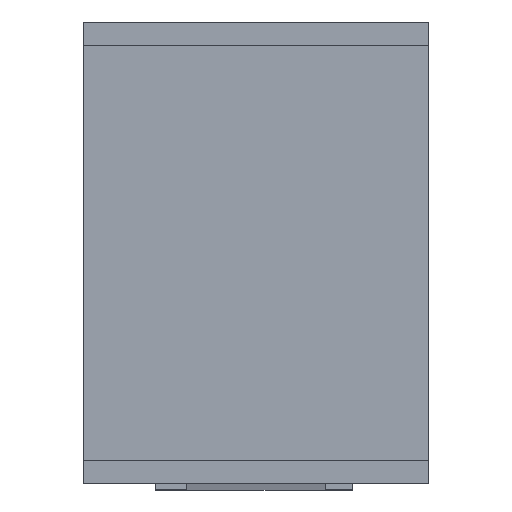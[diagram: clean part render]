
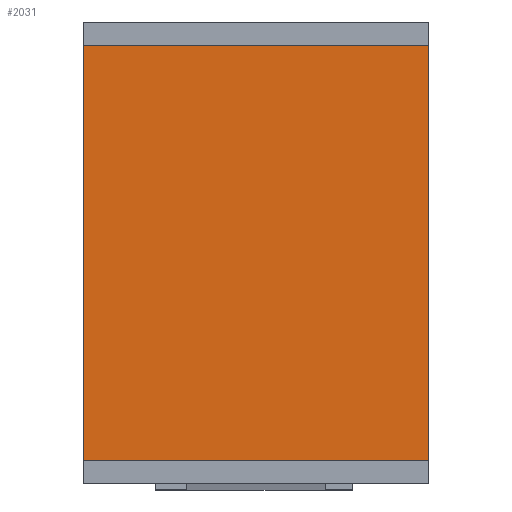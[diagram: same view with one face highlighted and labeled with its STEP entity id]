
A CAD part, top view. The second image highlights one B-rep face of the part: STEP entity #2031.
In plain terms, the highlighted planar face has unit normal (0, 0, 1).
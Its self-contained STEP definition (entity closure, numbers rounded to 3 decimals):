
#364 = EDGE_CURVE ( 'NONE', #2497, #2176, #1290, .T. ) ;
#414 = CARTESIAN_POINT ( 'NONE',  ( -7.5, 9., 154. ) ) ;
#453 = LINE ( 'NONE', #1949, #2981 ) ;
#485 = VECTOR ( 'NONE', #557, 1000. ) ;
#522 = LINE ( 'NONE', #1047, #3042 ) ;
#557 = DIRECTION ( 'NONE',  ( 0., -1., 0. ) ) ;
#647 = AXIS2_PLACEMENT_3D ( 'NONE', #791, #2355, #1050 ) ;
#791 = CARTESIAN_POINT ( 'NONE',  ( 0., 0., 154. ) ) ;
#993 = LINE ( 'NONE', #1499, #2099 ) ;
#998 = EDGE_LOOP ( 'NONE', ( #2764, #2540, #3230, #2936 ) ) ;
#1047 = CARTESIAN_POINT ( 'NONE',  ( 7.5, 9., 154. ) ) ;
#1050 = DIRECTION ( 'NONE',  ( -1., 0., 0. ) ) ;
#1290 = LINE ( 'NONE', #2298, #485 ) ;
#1499 = CARTESIAN_POINT ( 'NONE',  ( 7.5, 9., 154. ) ) ;
#1576 = PLANE ( 'NONE',  #647 ) ;
#1828 = DIRECTION ( 'NONE',  ( 0., 1., 0. ) ) ;
#1949 = CARTESIAN_POINT ( 'NONE',  ( 7.5, -9., 154. ) ) ;
#2031 = ADVANCED_FACE ( 'NONE', ( #2798 ), #1576, .F. ) ;
#2099 = VECTOR ( 'NONE', #1828, 1000. ) ;
#2176 = VERTEX_POINT ( 'NONE', #2853 ) ;
#2298 = CARTESIAN_POINT ( 'NONE',  ( -7.5, 9., 154. ) ) ;
#2313 = CARTESIAN_POINT ( 'NONE',  ( 7.5, 9., 154. ) ) ;
#2318 = DIRECTION ( 'NONE',  ( -1., 0., 0. ) ) ;
#2335 = VERTEX_POINT ( 'NONE', #2313 ) ;
#2355 = DIRECTION ( 'NONE',  ( 0., 0., -1. ) ) ;
#2471 = DIRECTION ( 'NONE',  ( 1., 0., 0. ) ) ;
#2497 = VERTEX_POINT ( 'NONE', #414 ) ;
#2540 = ORIENTED_EDGE ( 'NONE', *, *, #2621, .T. ) ;
#2621 = EDGE_CURVE ( 'NONE', #2176, #3033, #453, .T. ) ;
#2764 = ORIENTED_EDGE ( 'NONE', *, *, #364, .T. ) ;
#2798 = FACE_OUTER_BOUND ( 'NONE', #998, .T. ) ;
#2853 = CARTESIAN_POINT ( 'NONE',  ( -7.5, -9., 154. ) ) ;
#2936 = ORIENTED_EDGE ( 'NONE', *, *, #3142, .T. ) ;
#2981 = VECTOR ( 'NONE', #2471, 1000. ) ;
#3033 = VERTEX_POINT ( 'NONE', #3207 ) ;
#3042 = VECTOR ( 'NONE', #2318, 1000. ) ;
#3142 = EDGE_CURVE ( 'NONE', #2335, #2497, #522, .T. ) ;
#3177 = EDGE_CURVE ( 'NONE', #3033, #2335, #993, .T. ) ;
#3207 = CARTESIAN_POINT ( 'NONE',  ( 7.5, -9., 154. ) ) ;
#3230 = ORIENTED_EDGE ( 'NONE', *, *, #3177, .T. ) ;
